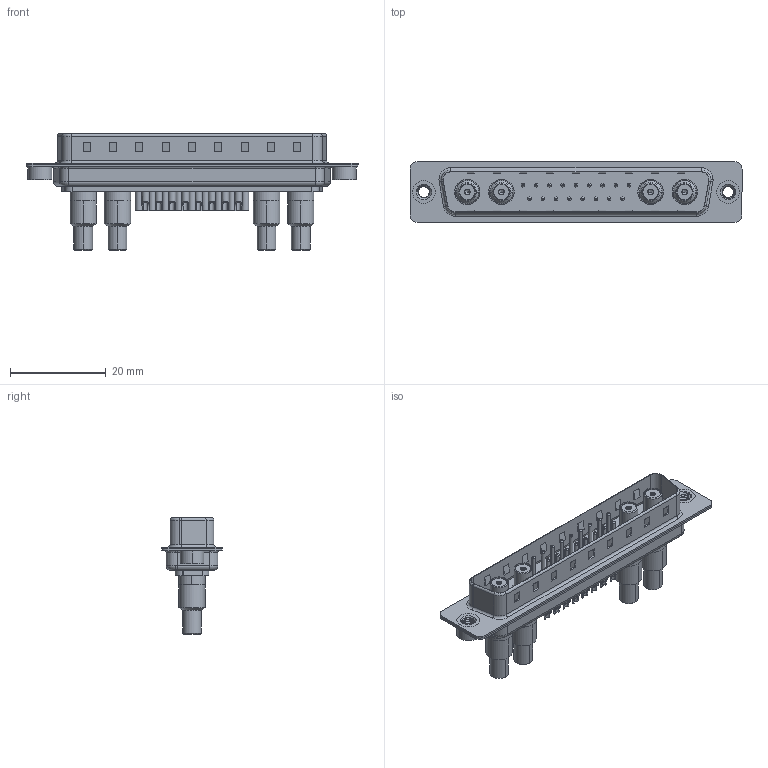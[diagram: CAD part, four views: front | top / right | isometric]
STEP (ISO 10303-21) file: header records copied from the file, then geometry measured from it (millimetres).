
FILE_DESCRIPTION (( 'STEP AP203' ), '1' );
FILE_NAME ('627-21W4622-5TA.STEP', '2019-05-30T18:28:04', ( '' ), ( '' ), 'SwSTEP 2.0', 'SolidWorks 2016', '' );
FILE_SCHEMA (( 'CONFIG_CONTROL_DESIGN' ));
Length unit declared in the file: millimetre
Products named in the file (15): Co-Ax Jack Assy_SC; 627Combo Shell Front_37 Contacts; 627Combo Threaded Rivet_2; 627Combo Threaded Rivet_A; 627Combo Contact Row 1_22; Co-Ax Jack_Solder Cup Tail; 627Combo Contact Row 2_22; Insulator Socket; 627-21W4622-5TA; Insulator Socket 2; Locking Collar; Socket_Solder Cup; 627Combo Housing_21W4; Solder Cover; 627Combo Shell Rear_37 Contacts
Assembly tree (32 placements, depth 3):
  627-21W4622-5TA
    627Combo Housing_21W4
    627Combo Shell Rear_37 Contacts
    627Combo Shell Front_37 Contacts
    627Combo Threaded Rivet_A
    Co-Ax Jack Assy_SC  x4
      Co-Ax Jack_Solder Cup Tail
      Insulator Socket
      Insulator Socket 2
      Locking Collar
      Socket_Solder Cup
      Solder Cover
    627Combo Threaded Rivet_2
    627Combo Contact Row 1_22  x9
    627Combo Contact Row 2_22  x8
Bounding box: 69.3 x 12.6 x 24.3 mm (x, y, z)
Volume: 4303.3 mm3; surface area: 12620.2 mm2
Topology: 46 solids, 46 shells, 1560 faces, 3638 edges, 2235 vertices
Faces by surface type: cylinder 670, plane 516, torus 236, cone 124, bspline 14
Entity records: 27531 total; most frequent: CARTESIAN_POINT 7282, DIRECTION 4019, ORIENTED_EDGE 3614, EDGE_CURVE 1807, AXIS2_PLACEMENT_3D 1547, VERTEX_POINT 1146, VECTOR 925, LINE 925
